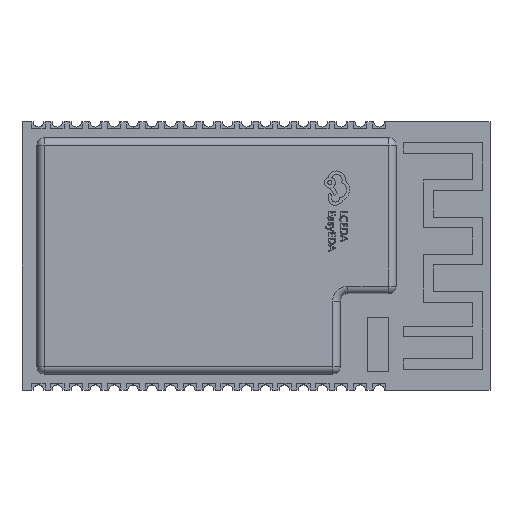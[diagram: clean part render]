
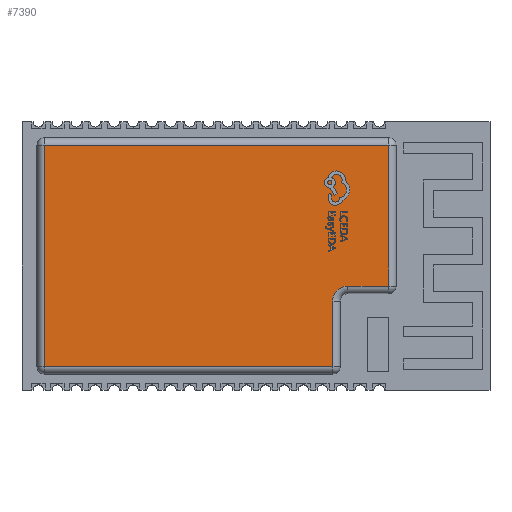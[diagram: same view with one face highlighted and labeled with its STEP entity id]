
A CAD part, top view. The second image highlights one B-rep face of the part: STEP entity #7390.
In plain terms, the highlighted planar face has unit normal (0, 0, 1).
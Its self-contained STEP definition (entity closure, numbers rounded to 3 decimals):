
#1009 = ORIENTED_EDGE ( 'NONE', *, *, #10602, .T. ) ;
#1513 = CARTESIAN_POINT ( 'NONE',  ( -14.2, -7.425, 3.3 ) ) ;
#1652 = DIRECTION ( 'NONE',  ( 0., 0., 1. ) ) ;
#2002 = AXIS2_PLACEMENT_3D ( 'NONE', #15175, #16981, #15283 ) ;
#2011 = VERTEX_POINT ( 'NONE', #7195 ) ;
#2029 = CARTESIAN_POINT ( 'NONE',  ( -14.7, 7.425, 3.3 ) ) ;
#2098 = DIRECTION ( 'NONE',  ( 0., 1., 0. ) ) ;
#2208 = ORIENTED_EDGE ( 'NONE', *, *, #11086, .F. ) ;
#2391 = EDGE_CURVE ( 'NONE', #7083, #8917, #10708, .T. ) ;
#2434 = VECTOR ( 'NONE', #22928, 1000. ) ;
#3805 = LINE ( 'NONE', #2029, #13328 ) ;
#4300 = CARTESIAN_POINT ( 'NONE',  ( -14.2, -7.925, 3.3 ) ) ;
#4361 = CARTESIAN_POINT ( 'NONE',  ( 5.15, -2.525, 3.3 ) ) ;
#4570 = EDGE_CURVE ( 'NONE', #8917, #14530, #11239, .T. ) ;
#4673 = CARTESIAN_POINT ( 'NONE',  ( -14.2, 7.425, 3.3 ) ) ;
#5612 = DIRECTION ( 'NONE',  ( 0., 1., 0. ) ) ;
#6908 = FACE_OUTER_BOUND ( 'NONE', #17483, .T. ) ;
#7083 = VERTEX_POINT ( 'NONE', #1513 ) ;
#7195 = CARTESIAN_POINT ( 'NONE',  ( 6.15, -2.025, 3.3 ) ) ;
#7199 = VECTOR ( 'NONE', #16086, 1000. ) ;
#7390 = ADVANCED_FACE ( 'NONE', ( #6908 ), #18075, .T. ) ;
#7432 = VERTEX_POINT ( 'NONE', #9771 ) ;
#7675 = DIRECTION ( 'NONE',  ( -1., 0., 0. ) ) ;
#7860 = AXIS2_PLACEMENT_3D ( 'NONE', #11140, #1652, #21703 ) ;
#8171 = LINE ( 'NONE', #19126, #19820 ) ;
#8858 = VECTOR ( 'NONE', #2098, 1000. ) ;
#8917 = VERTEX_POINT ( 'NONE', #22103 ) ;
#9771 = CARTESIAN_POINT ( 'NONE',  ( 8.9, 7.425, 3.3 ) ) ;
#9893 = VERTEX_POINT ( 'NONE', #4673 ) ;
#10589 = CARTESIAN_POINT ( 'NONE',  ( 5.65, -7.425, 3.3 ) ) ;
#10602 = EDGE_CURVE ( 'NONE', #2011, #11782, #8171, .T. ) ;
#10708 = LINE ( 'NONE', #10589, #7199 ) ;
#11086 = EDGE_CURVE ( 'NONE', #2011, #14530, #22053, .T. ) ;
#11140 = CARTESIAN_POINT ( 'NONE',  ( 6.15, -3.025, 3.3 ) ) ;
#11239 = LINE ( 'NONE', #4361, #8858 ) ;
#11254 = LINE ( 'NONE', #12603, #15037 ) ;
#11782 = VERTEX_POINT ( 'NONE', #20993 ) ;
#11922 = EDGE_CURVE ( 'NONE', #11782, #7432, #11254, .T. ) ;
#12603 = CARTESIAN_POINT ( 'NONE',  ( 8.9, 7.925, 3.3 ) ) ;
#13328 = VECTOR ( 'NONE', #7675, 1000. ) ;
#13382 = ORIENTED_EDGE ( 'NONE', *, *, #4570, .T. ) ;
#13472 = DIRECTION ( 'NONE',  ( 1., 0., 0. ) ) ;
#13670 = EDGE_CURVE ( 'NONE', #7432, #9893, #3805, .T. ) ;
#13788 = ORIENTED_EDGE ( 'NONE', *, *, #13670, .T. ) ;
#14530 = VERTEX_POINT ( 'NONE', #21954 ) ;
#15037 = VECTOR ( 'NONE', #5612, 1000. ) ;
#15175 = CARTESIAN_POINT ( 'NONE',  ( 0., 0., 3.3 ) ) ;
#15283 = DIRECTION ( 'NONE',  ( 1., 0., 0. ) ) ;
#15394 = EDGE_CURVE ( 'NONE', #9893, #7083, #18868, .T. ) ;
#16086 = DIRECTION ( 'NONE',  ( 1., 0., 0. ) ) ;
#16981 = DIRECTION ( 'NONE',  ( 0., 0., 1. ) ) ;
#17483 = EDGE_LOOP ( 'NONE', ( #1009, #20065, #13788, #19739, #23665, #13382, #2208 ) ) ;
#18075 = PLANE ( 'NONE',  #2002 ) ;
#18868 = LINE ( 'NONE', #4300, #2434 ) ;
#19126 = CARTESIAN_POINT ( 'NONE',  ( 9.4, -2.025, 3.3 ) ) ;
#19739 = ORIENTED_EDGE ( 'NONE', *, *, #15394, .T. ) ;
#19820 = VECTOR ( 'NONE', #13472, 1000. ) ;
#20065 = ORIENTED_EDGE ( 'NONE', *, *, #11922, .T. ) ;
#20993 = CARTESIAN_POINT ( 'NONE',  ( 8.9, -2.025, 3.3 ) ) ;
#21703 = DIRECTION ( 'NONE',  ( 1., 0., 0. ) ) ;
#21954 = CARTESIAN_POINT ( 'NONE',  ( 5.15, -3.025, 3.3 ) ) ;
#22053 = CIRCLE ( 'NONE', #7860, 1. ) ;
#22103 = CARTESIAN_POINT ( 'NONE',  ( 5.15, -7.425, 3.3 ) ) ;
#22928 = DIRECTION ( 'NONE',  ( 0., -1., 0. ) ) ;
#23665 = ORIENTED_EDGE ( 'NONE', *, *, #2391, .T. ) ;
